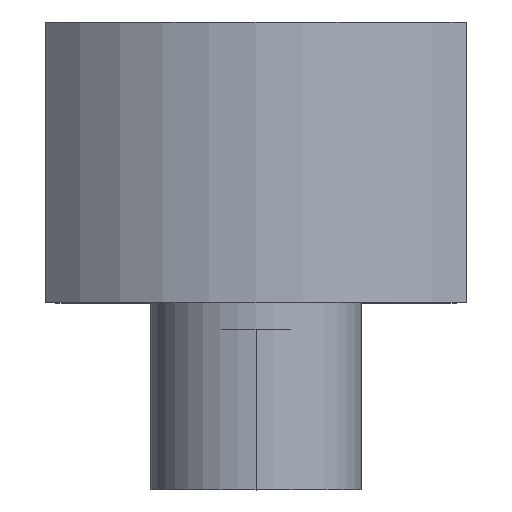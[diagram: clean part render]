
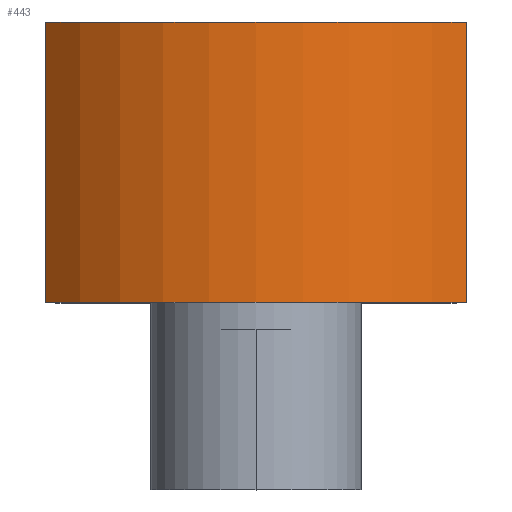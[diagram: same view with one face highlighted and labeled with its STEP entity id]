
A CAD part, top view. The second image highlights one B-rep face of the part: STEP entity #443.
In plain terms, the highlighted cylindrical face has radius 6.35 mm (diameter 12.7 mm), a partial arc.
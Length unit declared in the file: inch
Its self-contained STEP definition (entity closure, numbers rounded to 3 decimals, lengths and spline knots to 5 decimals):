
#10=CARTESIAN_POINT('',(0.,0.,0.));
#11=DIRECTION('',(0.,1.,0.));
#12=DIRECTION('',(-0.75,0.,0.661));
#13=AXIS2_PLACEMENT_3D('',#10,#11,#12);
#90=CARTESIAN_POINT('',(0.,0.25,0.));
#91=DIRECTION('',(0.,1.,0.));
#92=DIRECTION('',(-0.75,0.,0.661));
#93=AXIS2_PLACEMENT_3D('',#90,#91,#92);
#147=DIRECTION('',(0.,1.,0.));
#148=VECTOR('',#147,0.25);
#149=CARTESIAN_POINT('',(0.1875,0.,0.16536));
#150=LINE('',#149,#148);
#151=DIRECTION('',(0.,1.,0.));
#152=VECTOR('',#151,0.25);
#153=CARTESIAN_POINT('',(-0.1875,0.,0.16536));
#154=LINE('',#153,#152);
#251=CARTESIAN_POINT('',(-0.1875,0.,0.16536));
#252=VERTEX_POINT('',#251);
#253=CARTESIAN_POINT('',(0.1875,0.,0.16536));
#254=VERTEX_POINT('',#253);
#256=CARTESIAN_POINT('',(-0.1875,0.25,0.16536));
#258=VERTEX_POINT('',#256);
#259=CARTESIAN_POINT('',(0.1875,0.25,0.16536));
#260=VERTEX_POINT('',#259);
#431=CARTESIAN_POINT('',(0.,0.,0.));
#432=DIRECTION('',(0.,1.,0.));
#433=DIRECTION('',(1.,0.,0.));
#434=AXIS2_PLACEMENT_3D('',#431,#432,#433);
#435=CYLINDRICAL_SURFACE('',#434,0.25);
#436=ORIENTED_EDGE('',*,*,#318,.F.);
#438=ORIENTED_EDGE('',*,*,#437,.T.);
#439=ORIENTED_EDGE('',*,*,#389,.T.);
#440=ORIENTED_EDGE('',*,*,#424,.F.);
#441=EDGE_LOOP('',(#436,#438,#439,#440));
#442=FACE_OUTER_BOUND('',#441,.F.);
#443=ADVANCED_FACE('',(#442),#435,.T.);
#14=CIRCLE('',#13,0.25);
#94=CIRCLE('',#93,0.25);
#318=EDGE_CURVE('',#252,#254,#14,.T.);
#389=EDGE_CURVE('',#258,#260,#94,.T.);
#424=EDGE_CURVE('',#254,#260,#150,.T.);
#437=EDGE_CURVE('',#252,#258,#154,.T.);
